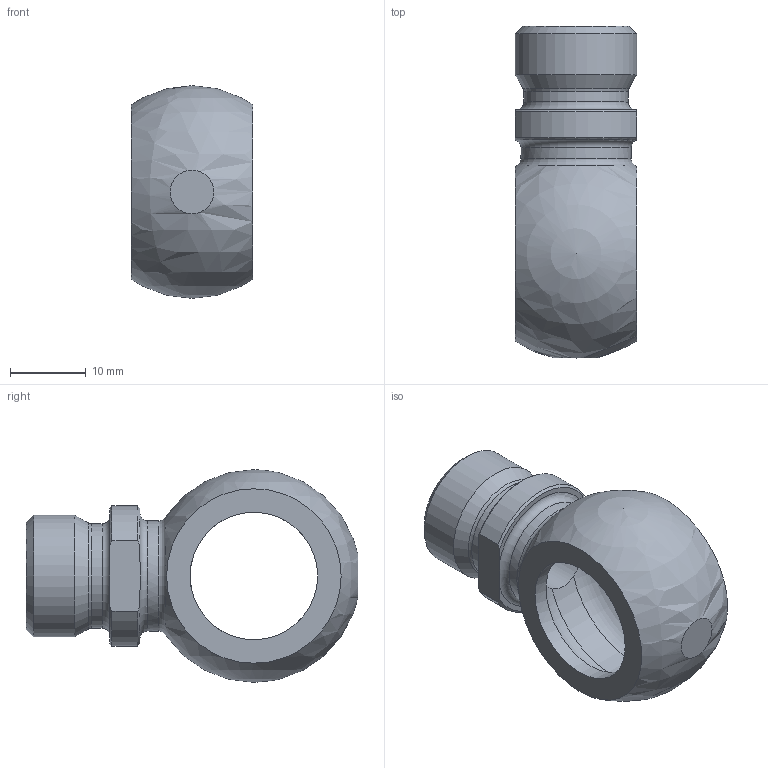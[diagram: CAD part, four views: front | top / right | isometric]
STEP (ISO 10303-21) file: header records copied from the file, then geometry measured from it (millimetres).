
FILE_DESCRIPTION((''),'2;1');
FILE_NAME('7474281017.stp','2014-10-29T14:42:24',(''),('KNOMI spol. s r. o.'),'Autodesk Inventor 2012','Autodesk Inventor 2012','');
FILE_SCHEMA(('AUTOMOTIVE_DESIGN { 1 2 10303 214 0 1 1 1 }'));
Length unit declared in the file: millimetre
Products named in the file (1): Oko st.příp.OK D17/M16 Tr10 (G3/8)
Bounding box: 16 x 43.7 x 28 mm (x, y, z)
Volume: 5271.9 mm3; surface area: 4487.6 mm2
Topology: 1 solids, 1 shells, 34 faces, 84 edges, 55 vertices
Faces by surface type: plane 10, cylinder 10, cone 7, torus 6, sphere 1
Full cylindrical faces by diameter (mm): 8 x1, 10 x1, 13.7 x1, 14.5 x1, 16 x1, 16.8 x2
Entity records: 921 total; most frequent: CARTESIAN_POINT 218, DIRECTION 146, ORIENTED_EDGE 114, AXIS2_PLACEMENT_3D 68, EDGE_LOOP 58, EDGE_CURVE 57, VERTEX_POINT 45, FACE_OUTER_BOUND 34
